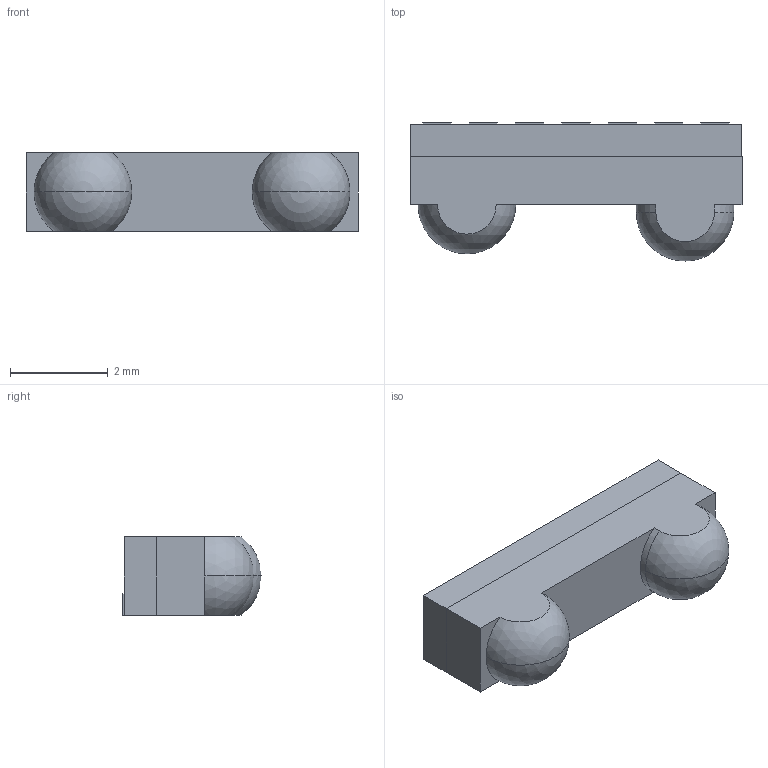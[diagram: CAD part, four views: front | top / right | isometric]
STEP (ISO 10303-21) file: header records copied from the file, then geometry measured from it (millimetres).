
FILE_DESCRIPTION (( 'STEP AP214' ), '1' );
FILE_NAME ('tfbs4650.step', '2024-02-29T01:06:51', ( '' ), ( '' ), 'SwSTEP 2.0', 'SolidWorks 2022', '' );
FILE_SCHEMA (( 'AUTOMOTIVE_DESIGN' ));
Length unit declared in the file: millimetre
Products named in the file (6): EPOXY.stp.step; PLATINE.stp.step; KONTAKT.stp.step; tfbs4650.step; tfbs4650; TFBS4650.stp.step
Assembly tree (11 placements, depth 4):
  tfbs4650
    tfbs4650.step
      TFBS4650.stp.step
        PLATINE.stp.step
        EPOXY.stp.step
        KONTAKT.stp.step  x7
Bounding box: 6.8 x 2.83 x 1.6 mm (x, y, z)
Volume: 22.2 mm3; surface area: 88.7 mm2
Topology: 9 solids, 9 shells, 146 faces, 390 edges, 258 vertices
Faces by surface type: plane 98, cylinder 44, sphere 4
Entity records: 2626 total; most frequent: DIRECTION 448, CARTESIAN_POINT 430, ORIENTED_EDGE 408, EDGE_CURVE 204, AXIS2_PLACEMENT_3D 154, VECTOR 140, LINE 140, VERTEX_POINT 136
